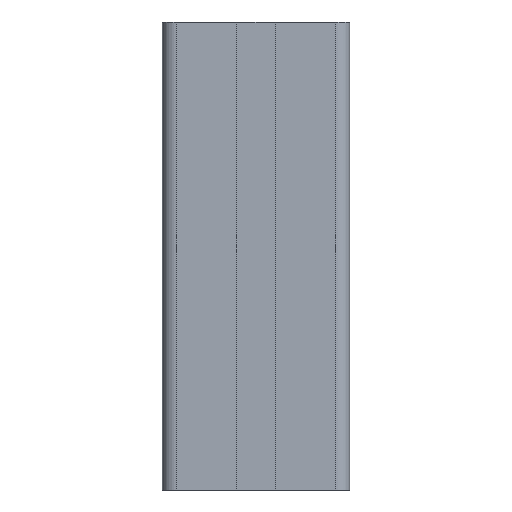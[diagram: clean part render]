
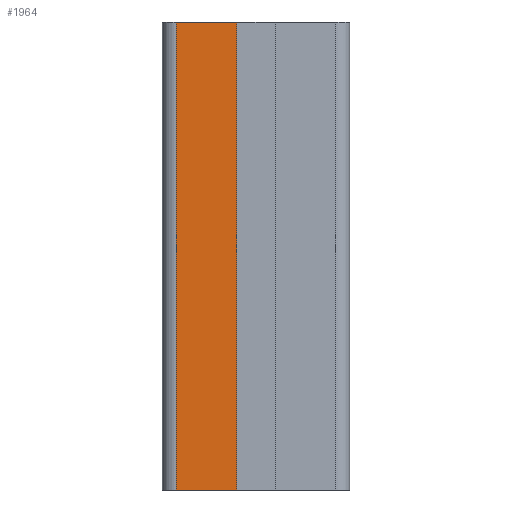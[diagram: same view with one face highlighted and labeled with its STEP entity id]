
A CAD part, left-side view. The second image highlights one B-rep face of the part: STEP entity #1964.
In plain terms, the highlighted planar face has unit normal (-1, 0, 0).
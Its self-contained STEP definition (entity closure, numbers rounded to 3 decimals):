
#528=CARTESIAN_POINT('',(-20.,4.1,100.0));
#529=VERTEX_POINT('',#528);
#538=CARTESIAN_POINT('',(-20.,4.1,0.0));
#539=VERTEX_POINT('',#538);
#540=CARTESIAN_POINT('',(-20.0,4.1,0.0));
#541=DIRECTION('',(0.0,0.0,1.0));
#542=VECTOR('',#541,100.0);
#543=LINE('',#540,#542);
#544=EDGE_CURVE('',#539,#529,#543,.T.);
#838=CARTESIAN_POINT('',(-20.0,17.,0.0));
#839=VERTEX_POINT('',#838);
#840=CARTESIAN_POINT('',(-20.,4.1,0.0));
#841=DIRECTION('',(0.0,1.0,0.0));
#842=VECTOR('',#841,12.9);
#843=LINE('',#840,#842);
#844=EDGE_CURVE('',#539,#839,#843,.T.);
#1941=CARTESIAN_POINT('',(-20.,-17.,0.0));
#1942=DIRECTION('',(-1.0,0.0,0.0));
#1943=DIRECTION('',(0.0,0.0,1.0));
#1944=AXIS2_PLACEMENT_3D('',#1941,#1942,#1943);
#1945=PLANE('',#1944);
#1946=ORIENTED_EDGE('',*,*,#544,.T.);
#1947=CARTESIAN_POINT('',(-20.0,17.,100.0));
#1948=VERTEX_POINT('',#1947);
#1949=CARTESIAN_POINT('',(-20.,4.1,100.0));
#1950=DIRECTION('',(0.0,1.0,0.0));
#1951=VECTOR('',#1950,12.9);
#1952=LINE('',#1949,#1951);
#1953=EDGE_CURVE('',#529,#1948,#1952,.T.);
#1954=ORIENTED_EDGE('',*,*,#1953,.T.);
#1955=CARTESIAN_POINT('',(-20.0,17.,0.0));
#1956=DIRECTION('',(0.0,0.0,1.0));
#1957=VECTOR('',#1956,100.0);
#1958=LINE('',#1955,#1957);
#1959=EDGE_CURVE('',#839,#1948,#1958,.T.);
#1960=ORIENTED_EDGE('',*,*,#1959,.F.);
#1961=ORIENTED_EDGE('',*,*,#844,.F.);
#1962=EDGE_LOOP('',(#1946,#1954,#1960,#1961));
#1963=FACE_OUTER_BOUND('',#1962,.T.);
#1964=ADVANCED_FACE('',(#1963),#1945,.T.);
